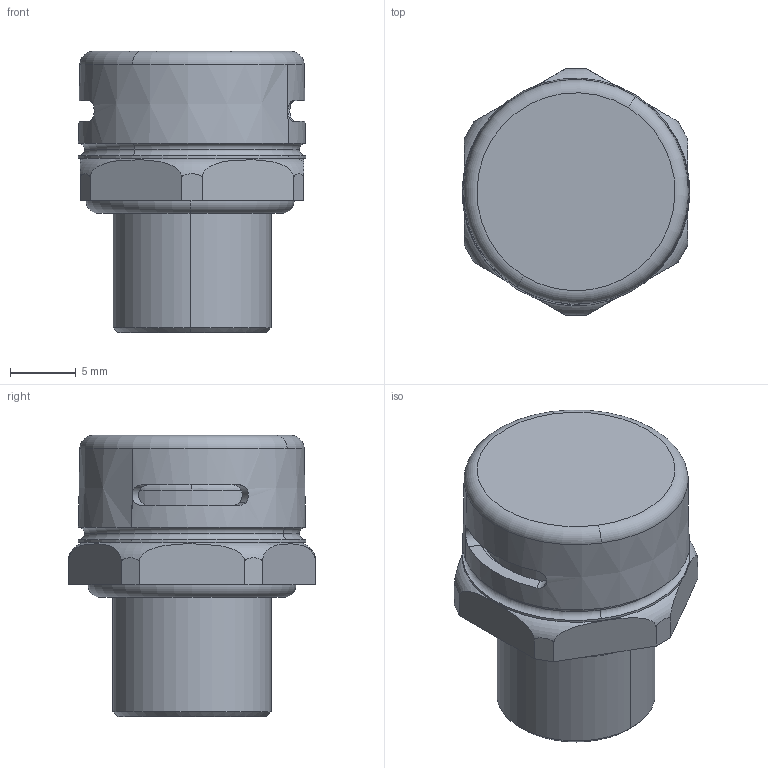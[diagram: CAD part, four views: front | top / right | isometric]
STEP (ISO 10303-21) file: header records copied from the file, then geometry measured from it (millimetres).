
FILE_DESCRIPTION(('CATIA V5 STEP Exchange','CAx-IF Rec.Pracs.--- Model Styling and Organization---1.5--- 2016-08-15','CAx-IF Rec.Pracs.---Supplemental Geometry---1.0---2011-11-01','CAx-IF Rec.Pracs.--- Composite Materials ---1.1---2010-07-15'),'2;1');
FILE_NAME ('024314-4_1', '2025-09-19T07:52:40+00:00', ('none'), ('Weidmueller'), 'CATIA Version 5-6 Release 2024 SP4', 'CATIA V5 STEP AP214 v3', 'none');
FILE_SCHEMA(('AUTOMOTIVE_DESIGN { 1 0 10303 214 1 1 1 1 }'));
Length unit declared in the file: millimetre
Products named in the file (1): DAE_M12_SS
Bounding box: 17.29 x 18.74 x 21.35 mm (x, y, z)
Volume: 2450.1 mm3; surface area: 3553.2 mm2
Topology: 2 solids, 3 shells, 120 faces, 307 edges, 204 vertices
Faces by surface type: cylinder 41, plane 33, torus 30, cone 10, revolution 6
Entity records: 4650 total; most frequent: CARTESIAN_POINT 1954, ORIENTED_EDGE 614, DIRECTION 409, EDGE_CURVE 307, AXIS2_PLACEMENT_3D 237, VERTEX_POINT 204, CIRCLE 151, EDGE_LOOP 137
